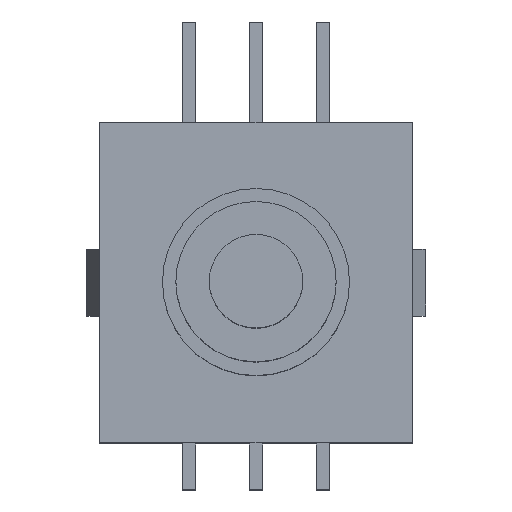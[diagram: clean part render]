
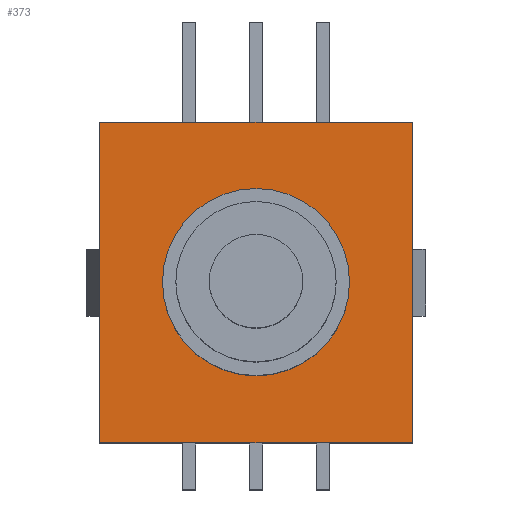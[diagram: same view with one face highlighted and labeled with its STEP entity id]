
A CAD part, top view. The second image highlights one B-rep face of the part: STEP entity #373.
In plain terms, the highlighted planar face has unit normal (0, 0, 1).
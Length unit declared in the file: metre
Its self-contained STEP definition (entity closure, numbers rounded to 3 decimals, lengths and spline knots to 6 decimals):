
#373 = ADVANCED_FACE( '', ( #1054, #1055 ), #1056, .F. );
#421 = EDGE_CURVE( '', #1139, #1139, #1140, .T. );
#511 = EDGE_CURVE( '', #1040, #1282, #1283, .T. );
#719 = EDGE_CURVE( '', #1569, #1473, #1570, .T. );
#847 = EDGE_CURVE( '', #1282, #1569, #1729, .T. );
#931 = EDGE_CURVE( '', #1473, #1040, #1830, .T. );
#1040 = VERTEX_POINT( '', #1965 );
#1054 = FACE_BOUND( '', #1984, .T. );
#1055 = FACE_OUTER_BOUND( '', #1985, .T. );
#1056 = PLANE( '', #1986 );
#1139 = VERTEX_POINT( '', #2104 );
#1140 = CIRCLE( '', #2105, 0.0035 );
#1282 = VERTEX_POINT( '', #2339 );
#1283 = LINE( '', #2340, #2341 );
#1473 = VERTEX_POINT( '', #2622 );
#1569 = VERTEX_POINT( '', #2783 );
#1570 = LINE( '', #2784, #2785 );
#1729 = LINE( '', #3029, #3030 );
#1830 = LINE( '', #3182, #3183 );
#1965 = CARTESIAN_POINT( '', ( 0.005821, 0.006038, 0.00803 ) );
#1984 = EDGE_LOOP( '', ( #3315 ) );
#1985 = EDGE_LOOP( '', ( #3316, #3317, #3318, #3319 ) );
#1986 = AXIS2_PLACEMENT_3D( '', #3320, #3321, #3322 );
#2104 = CARTESIAN_POINT( '', ( -0.000029, 0.003538, 0.00803 ) );
#2105 = AXIS2_PLACEMENT_3D( '', #3383, #3384, #3385 );
#2339 = CARTESIAN_POINT( '', ( 0.005821, -0.005962, 0.00803 ) );
#2340 = CARTESIAN_POINT( '', ( 0.005821, 0.006038, 0.00803 ) );
#2341 = VECTOR( '', #3513, 1. );
#2622 = CARTESIAN_POINT( '', ( -0.005879, 0.006038, 0.00803 ) );
#2783 = CARTESIAN_POINT( '', ( -0.005879, -0.005962, 0.00803 ) );
#2784 = CARTESIAN_POINT( '', ( -0.005879, 0.006038, 0.00803 ) );
#2785 = VECTOR( '', #3844, 1. );
#3029 = CARTESIAN_POINT( '', ( 0.005821, -0.005962, 0.00803 ) );
#3030 = VECTOR( '', #4076, 1. );
#3182 = CARTESIAN_POINT( '', ( 0.005821, 0.006038, 0.00803 ) );
#3183 = VECTOR( '', #4235, 1. );
#3315 = ORIENTED_EDGE( '', *, *, #421, .F. );
#3316 = ORIENTED_EDGE( '', *, *, #511, .F. );
#3317 = ORIENTED_EDGE( '', *, *, #931, .F. );
#3318 = ORIENTED_EDGE( '', *, *, #719, .F. );
#3319 = ORIENTED_EDGE( '', *, *, #847, .F. );
#3320 = CARTESIAN_POINT( '', ( -0.000029, 0.000038, 0.00803 ) );
#3321 = DIRECTION( '', ( 0., 0., -1. ) );
#3322 = DIRECTION( '', ( -1., 0., 0. ) );
#3383 = CARTESIAN_POINT( '', ( -0.000029, 0.000038, 0.00803 ) );
#3384 = DIRECTION( '', ( 0., 0., 1. ) );
#3385 = DIRECTION( '', ( 0., 1., 0. ) );
#3513 = DIRECTION( '', ( 0., -1., 0. ) );
#3844 = DIRECTION( '', ( 0., 1., 0. ) );
#4076 = DIRECTION( '', ( -1., 0., 0. ) );
#4235 = DIRECTION( '', ( 1., 0., 0. ) );
